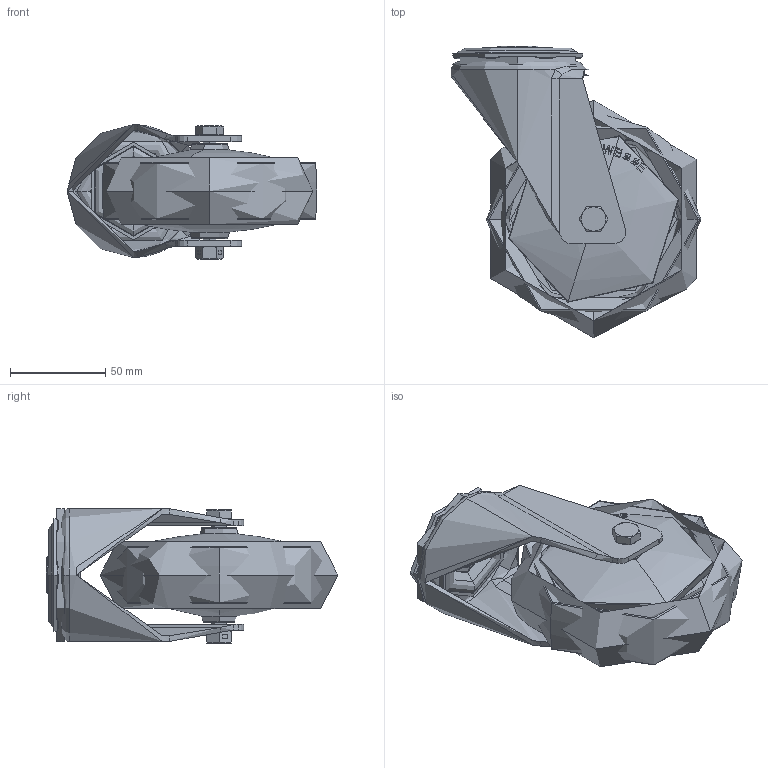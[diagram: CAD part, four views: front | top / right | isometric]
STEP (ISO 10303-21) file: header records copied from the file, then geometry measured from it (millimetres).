
FILE_DESCRIPTION (( 'STEP AP214' ), '1' );
FILE_NAME ('0055720.step', '2023-08-09T09:15:40', ( '' ), ( '' ), 'SwSTEP 2.0', 'SolidWorks 2020', '' );
FILE_SCHEMA (( 'AUTOMOTIVE_DESIGN' ));
Length unit declared in the file: millimetre
Products named in the file (1): 0055720
Bounding box: 131.44 x 153.5 x 71 mm (x, y, z)
Volume: 331552 mm3; surface area: 166533.2 mm2
Topology: 14 solids, 15 shells, 705 faces, 1637 edges, 1008 vertices
Faces by surface type: bspline 260, torus 174, cylinder 93, cone 90, plane 88
Entity records: 39568 total; most frequent: CARTESIAN_POINT 17557, ORIENTED_EDGE 3274, DIRECTION 2287, EDGE_CURVE 1637, AXIS2_PLACEMENT_3D 1026, VERTEX_POINT 1008, B_SPLINE_CURVE_WITH_KNOTS 805, EDGE_LOOP 783
